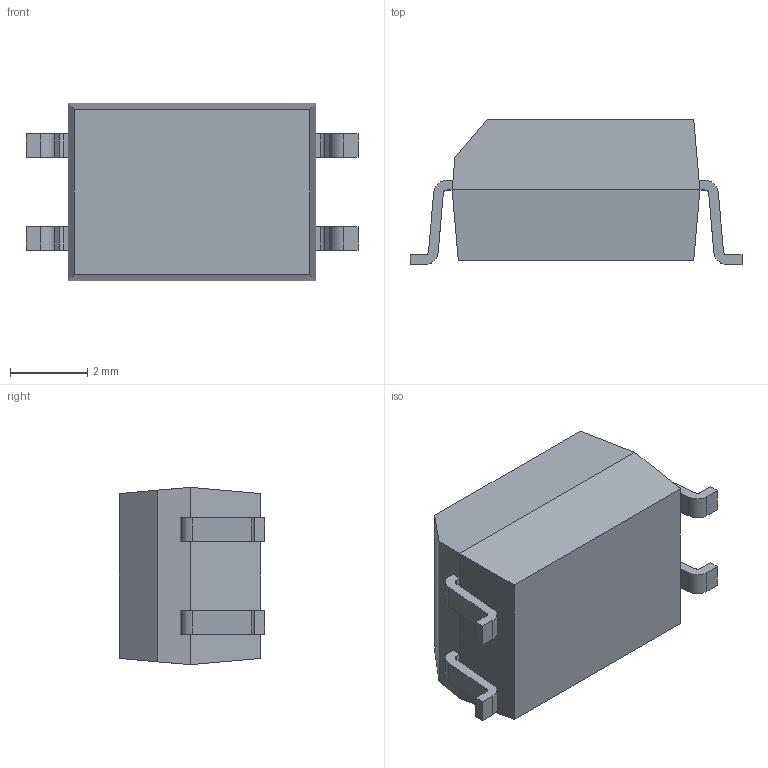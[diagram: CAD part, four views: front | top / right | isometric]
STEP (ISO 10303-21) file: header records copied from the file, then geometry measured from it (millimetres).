
FILE_DESCRIPTION (( 'STEP AP214' ), '1' );
FILE_NAME ('BB62E3D3-7774-44FC-8FBC-EA78A2C64463.STEP', '2009-02-04T08:46:49', ( 'SysAdmin' ), ( 'SolidWorks' ), 'SwSTEP 2.0', 'SolidWorks 2009', '' );
FILE_SCHEMA (( 'AUTOMOTIVE_DESIGN' ));
Length unit declared in the file: millimetre
Products named in the file (1): BB62E3D3-7774-44FC-8FBC-EA78A2C64463
Bounding box: 8.58 x 3.75 x 4.58 mm (x, y, z)
Volume: 100.7 mm3; surface area: 145.7 mm2
Topology: 1 solids, 1 shells, 63 faces, 171 edges, 110 vertices
Faces by surface type: plane 47, cylinder 16
Entity records: 2094 total; most frequent: CARTESIAN_POINT 345, ORIENTED_EDGE 342, DIRECTION 331, EDGE_CURVE 171, VECTOR 139, LINE 139, VERTEX_POINT 110, AXIS2_PLACEMENT_3D 96
